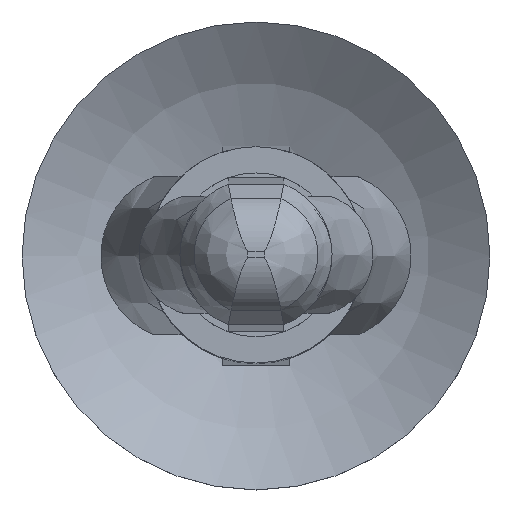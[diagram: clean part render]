
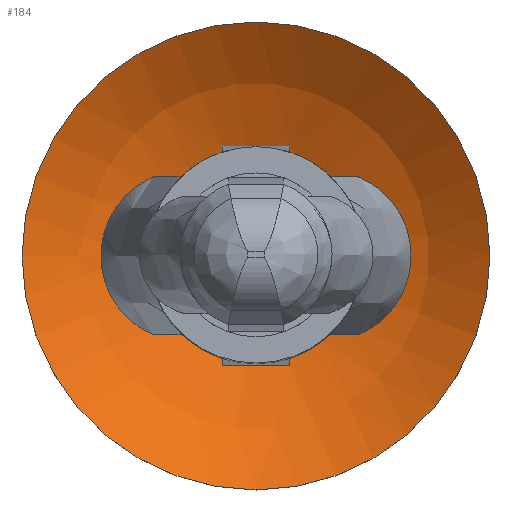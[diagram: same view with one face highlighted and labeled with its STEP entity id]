
A CAD part, top view. The second image highlights one B-rep face of the part: STEP entity #184.
In plain terms, the highlighted spherical face has radius 6.414 mm.
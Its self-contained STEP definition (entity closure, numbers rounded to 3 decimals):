
#184 = ADVANCED_FACE( '', ( #403, #404 ), #405, .F. );
#403 = FACE_OUTER_BOUND( '', #762, .T. );
#404 = FACE_OUTER_BOUND( '', #763, .T. );
#405 = SPHERICAL_SURFACE( '', #764, 6.414 );
#762 = EDGE_LOOP( '', ( #1291, #1292, #1293, #1294 ) );
#763 = EDGE_LOOP( '', ( #1295 ) );
#764 = AXIS2_PLACEMENT_3D( '', #1296, #1297, #1298 );
#1291 = ORIENTED_EDGE( '', *, *, #1700, .T. );
#1292 = ORIENTED_EDGE( '', *, *, #1577, .T. );
#1293 = ORIENTED_EDGE( '', *, *, #1629, .T. );
#1294 = ORIENTED_EDGE( '', *, *, #1673, .T. );
#1295 = ORIENTED_EDGE( '', *, *, #1531, .F. );
#1296 = CARTESIAN_POINT( '', ( 0., 0., -6.236 ) );
#1297 = DIRECTION( '', ( 0., 0., -1. ) );
#1298 = DIRECTION( '', ( -1., 0., 0. ) );
#1531 = EDGE_CURVE( '', #1762, #1762, #1763, .T. );
#1577 = EDGE_CURVE( '', #1844, #1845, #1846, .F. );
#1629 = EDGE_CURVE( '', #1845, #1926, #1928, .F. );
#1673 = EDGE_CURVE( '', #1926, #1985, #1986, .F. );
#1700 = EDGE_CURVE( '', #1985, #1844, #2022, .F. );
#1762 = VERTEX_POINT( '', #2086 );
#1763 = CIRCLE( '', #2087, 4. );
#1844 = VERTEX_POINT( '', #2209 );
#1845 = VERTEX_POINT( '', #2210 );
#1846 = CIRCLE( '', #2211, 6.134 );
#1926 = VERTEX_POINT( '', #2355 );
#1928 = CIRCLE( '', #2358, 6.388 );
#1985 = VERTEX_POINT( '', #2483 );
#1986 = CIRCLE( '', #2484, 6.134 );
#2022 = CIRCLE( '', #2542, 6.388 );
#2086 = CARTESIAN_POINT( '', ( -4., 0., -11.25 ) );
#2087 = AXIS2_PLACEMENT_3D( '', #2674, #2675, #2676 );
#2209 = CARTESIAN_POINT( '', ( 0.575, -1.875, -12.343 ) );
#2210 = CARTESIAN_POINT( '', ( -0.575, -1.875, -12.343 ) );
#2211 = AXIS2_PLACEMENT_3D( '', #2737, #2738, #2739 );
#2355 = CARTESIAN_POINT( '', ( -0.575, 1.875, -12.343 ) );
#2358 = AXIS2_PLACEMENT_3D( '', #2787, #2788, #2789 );
#2483 = CARTESIAN_POINT( '', ( 0.575, 1.875, -12.343 ) );
#2484 = AXIS2_PLACEMENT_3D( '', #2817, #2818, #2819 );
#2542 = AXIS2_PLACEMENT_3D( '', #2842, #2843, #2844 );
#2674 = CARTESIAN_POINT( '', ( 0., 0., -11.25 ) );
#2675 = DIRECTION( '', ( 0., 0., -1. ) );
#2676 = DIRECTION( '', ( -1., 0., 0. ) );
#2737 = CARTESIAN_POINT( '', ( 0., -1.875, -6.236 ) );
#2738 = DIRECTION( '', ( 0., -1., 0. ) );
#2739 = DIRECTION( '', ( 1., 0., 0. ) );
#2787 = CARTESIAN_POINT( '', ( -0.575, 0., -6.236 ) );
#2788 = DIRECTION( '', ( -1., 0., 0. ) );
#2789 = DIRECTION( '', ( 0., -1., 0. ) );
#2817 = CARTESIAN_POINT( '', ( 0., 1.875, -6.236 ) );
#2818 = DIRECTION( '', ( 0., 1., 0. ) );
#2819 = DIRECTION( '', ( -1., 0., 0. ) );
#2842 = CARTESIAN_POINT( '', ( 0.575, 0., -6.236 ) );
#2843 = DIRECTION( '', ( 1., 0., 0. ) );
#2844 = DIRECTION( '', ( 0., 1., 0. ) );
